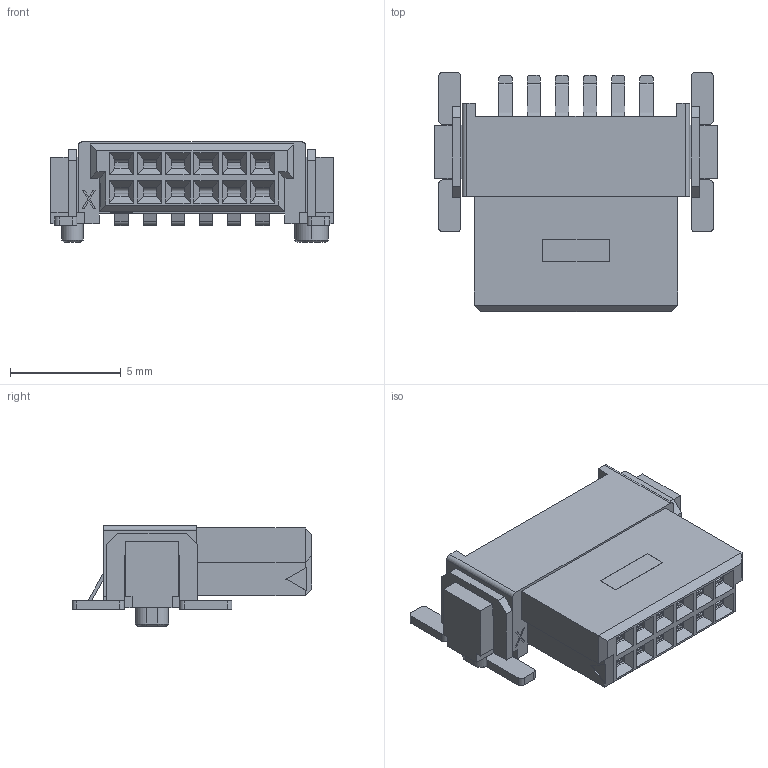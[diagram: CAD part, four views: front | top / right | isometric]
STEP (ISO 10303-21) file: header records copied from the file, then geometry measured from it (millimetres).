
FILE_DESCRIPTION(('Creo Elements/Direct Modeling STEP Export'),'2;1');
FILE_NAME('model.stp','2022-08-26T11:07:41',(''),(''),'Creo Elements/Direct Modeling STEP processor for AP214 (Solid Model)','Creo Elements/Direct Modeling 20.1D 10-Oct-2020 (C) Parametric Technology GmbH','');
FILE_SCHEMA(('AUTOMOTIVE_DESIGN { 1 0 10303 214 1 1 1 1 }'));
Length unit declared in the file: millimetre
Products named in the file (5): LR_FR_1_27_BOARD_LOCK.1; LPV_2_FR_1_27_FH_CONTACT_B.3; LPV_1_FR_1_27_FH_CONTACT_B.2.1; GEH_FR_1_27_12_FH_HOUSING; FR 1.27-12-FH
Assembly tree (15 placements, depth 2):
  FR 1.27-12-FH
    LR_FR_1_27_BOARD_LOCK.1  x2
    LPV_1_FR_1_27_FH_CONTACT_B.2.1  x6
    GEH_FR_1_27_12_FH_HOUSING
    LPV_2_FR_1_27_FH_CONTACT_B.3  x6
Bounding box: 12.71 x 10.8 x 4.53 mm (x, y, z)
Volume: 273.2 mm3; surface area: 1185.7 mm2
Topology: 15 solids, 15 shells, 803 faces, 2229 edges, 1467 vertices
Faces by surface type: plane 633, cylinder 162, bspline 4, cone 4
Entity records: 14767 total; most frequent: CARTESIAN_POINT 2114, ORIENTED_EDGE 2046, DIRECTION 1797, EDGE_CURVE 1023, VECTOR 913, LINE 913, VERTEX_POINT 663, AXIS2_PLACEMENT_3D 442
